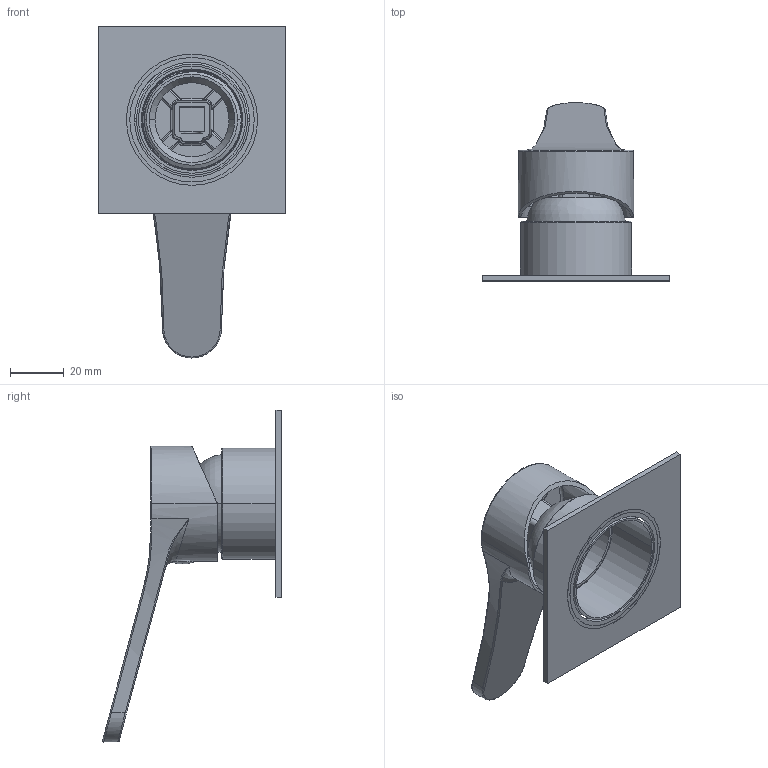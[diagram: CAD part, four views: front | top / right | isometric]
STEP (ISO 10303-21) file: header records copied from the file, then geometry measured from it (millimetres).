
FILE_DESCRIPTION((''),'2;1');
FILE_NAME('AKBR246E001','2023-05-08T11:34:18',('michelaferrini'),(''),'CREO PARAMETRIC BY PTC INC, 2022164','CREO PARAMETRIC BY PTC INC, 2022164','');
FILE_SCHEMA(('CONFIG_CONTROL_DESIGN'));
Length unit declared in the file: millimetre
Products named in the file (8): SINMAC0010_AF1; AOTT230C001_AF0; AOTT608C002_AF0; AOTT230W001_AF0; SCCMAC0011; AKBR005C002; SPLMAC0001; AKBR246E001
Assembly tree (7 placements, depth 3):
  AKBR246E001
    SINMAC0010_AF1
    AOTT230W001_AF0
      AOTT230C001_AF0
      AOTT608C002_AF0
    SCCMAC0011
    AKBR005C002
    SPLMAC0001
Bounding box: 70 x 66.82 x 124 mm (x, y, z)
Volume: 32551.1 mm3; surface area: 31554.4 mm2
Topology: 6 solids, 7 shells, 275 faces, 644 edges, 382 vertices
Faces by surface type: cylinder 84, bspline 83, plane 62, cone 21, torus 19, sphere 6
Entity records: 13179 total; most frequent: CARTESIAN_POINT 7256, ORIENTED_EDGE 1277, DIRECTION 1106, EDGE_CURVE 642, AXIS2_PLACEMENT_3D 449, VERTEX_POINT 382, EDGE_LOOP 290, FACE_OUTER_BOUND 275
